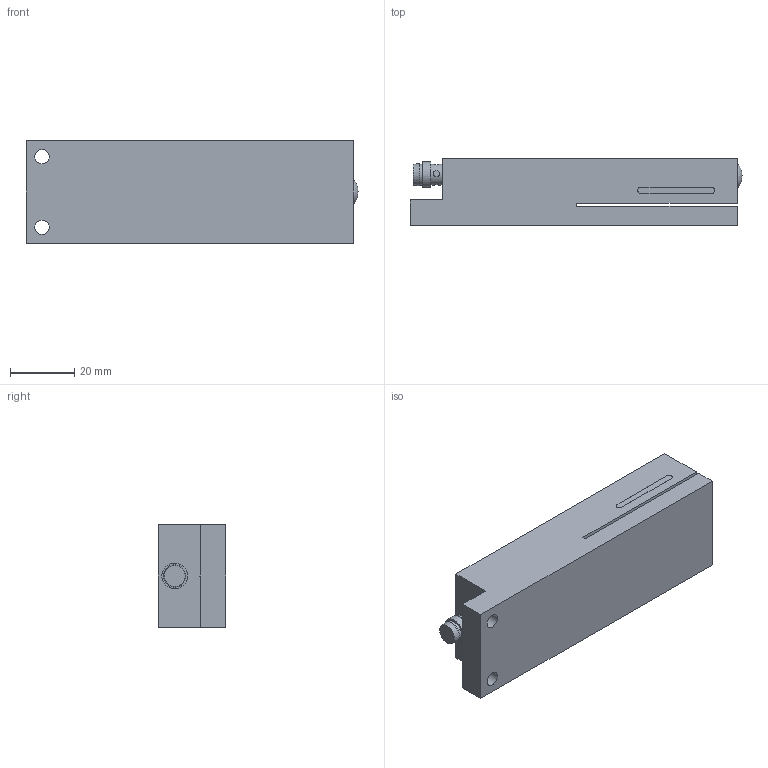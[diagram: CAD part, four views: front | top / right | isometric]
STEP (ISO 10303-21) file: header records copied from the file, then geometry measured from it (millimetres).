
FILE_DESCRIPTION((''),'2;1');
FILE_NAME('KSSTI_1000.stp','2008-06-18T19:50:05',('User'),(''),'Autodesk Inventor 10','Autodesk Inventor 10','');
FILE_SCHEMA(('AUTOMOTIVE_DESIGN { 1 0 10303 214 1 1 1 1 }'));
Length unit declared in the file: millimetre
Products named in the file (4): KSSTI 1000; Steckeranschluß M8 mit LED; Teachtaste
Assembly tree (3 placements, depth 2):
  KSSTI 1000
    KSSTI 1000
    Steckeranschluß M8 mit LED
    Teachtaste
Bounding box: 103.51 x 21 x 32 mm (x, y, z)
Volume: 62921 mm3; surface area: 15573.6 mm2
Topology: 3 solids, 3 shells, 148 faces, 347 edges, 233 vertices
Faces by surface type: plane 125, cylinder 21, cone 1, bspline 1
Full cylindrical faces by diameter (mm): 2 x1, 3 x2, 4.5 x2, 6.5 x2, 7 x1, 8 x1
Entity records: 4397 total; most frequent: CARTESIAN_POINT 917, ORIENTED_EDGE 670, DIRECTION 664, EDGE_CURVE 335, VECTOR 282, LINE 282, VERTEX_POINT 233, EDGE_LOOP 192
